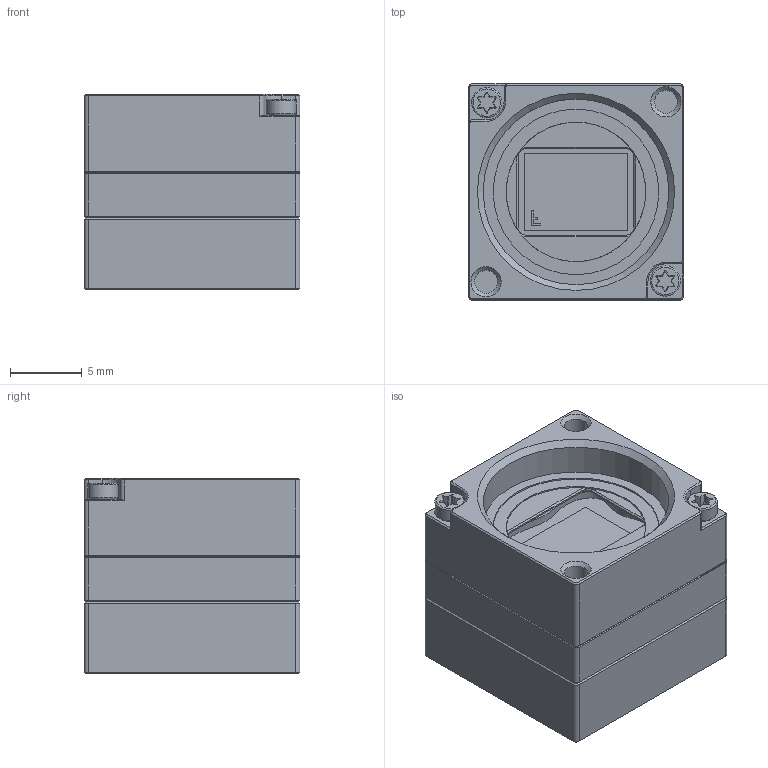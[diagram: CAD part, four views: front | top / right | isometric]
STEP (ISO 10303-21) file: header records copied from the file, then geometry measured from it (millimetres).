
FILE_DESCRIPTION(/* description */ (''),/* implementation_level */ '2;1');
FILE_NAME(/* name */ 'MU196xR-ON+ADPT-MU-CX3-UC_01-STP.stp',/* time_stamp */ '2023-11-09T16:12:37+01:00',/* author */ (''),/* organization */ (''),/* preprocessor_version */ 'ST-DEVELOPER v18.102',/* originating_system */ 'SIEMENS PLM Software NX2206.6002',/* authorisation */ '');
FILE_SCHEMA (('AUTOMOTIVE_DESIGN { 1 0 10303 214 3 1 1 1 }'));
Products named in the file (13): 001392_01_1-TP-5X5X1-TGA2200; 001001_01_1-SROB-M1.6X5-CSK-TX-STNLS; 001952_01_1-ADPT-MU-CX3-UC-PCA; 001978_01_1-MECH-MU-CX3-ADPT-UC; 001420_01_1-MECH-KPTN-13.5X13.5X0.1MM; 001982_01_1-MECH-MU196-FRONT; 001068_01_1-SROB-M1.2X6-TX-STNLS; 001390_01_1-TP-5X5X1-TGA6200; 001956_01_1-MECH-MU-CX3-REAR; 001969_01_1-MU196-PCA; 001974_01_1-ADPT-MU-CX3-UC; 001972_01_1-MU196-FRONT-KPT; 001976_01_1-MU-CX3-STOCK
Assembly tree (14 placements, depth 3):
  001976_01_1-MU-CX3-STOCK
    001969_01_1-MU196-PCA
    001956_01_1-MECH-MU-CX3-REAR
    001390_01_1-TP-5X5X1-TGA6200
    001068_01_1-SROB-M1.2X6-TX-STNLS  x2
    001972_01_1-MU196-FRONT-KPT
      001982_01_1-MECH-MU196-FRONT
      001420_01_1-MECH-KPTN-13.5X13.5X0.1MM
    001974_01_1-ADPT-MU-CX3-UC
      001978_01_1-MECH-MU-CX3-ADPT-UC
      001952_01_1-ADPT-MU-CX3-UC-PCA
      001001_01_1-SROB-M1.6X5-CSK-TX-STNLS  x2
      001392_01_1-TP-5X5X1-TGA2200
Bounding box: 15 x 15 x 13.57 mm (x, y, z)
Volume: 1838 mm3; surface area: 5564.1 mm2
Topology: 181 solids, 181 shells, 6430 faces, 15504 edges, 9454 vertices
Faces by surface type: plane 3340, cylinder 2055, sphere 492, cone 224, bspline 174, torus 144, extrusion 1
Full cylindrical faces by diameter (mm): 0.15 x9, 1 x2, 1.2 x4, 1.3 x2, 1.6 x6, 1.7 x2, 2.1 x2, 2.95 x2, 3.2 x4, 9.7 x1, 11.5 x1, 12.9 x1
Entity records: 200507 total; most frequent: CARTESIAN_POINT 35781, DIRECTION 31388, ORIENTED_EDGE 30298, EDGE_CURVE 15149, AXIS2_PLACEMENT_3D 10706, VECTOR 9976, LINE 9975, VERTEX_POINT 9347
